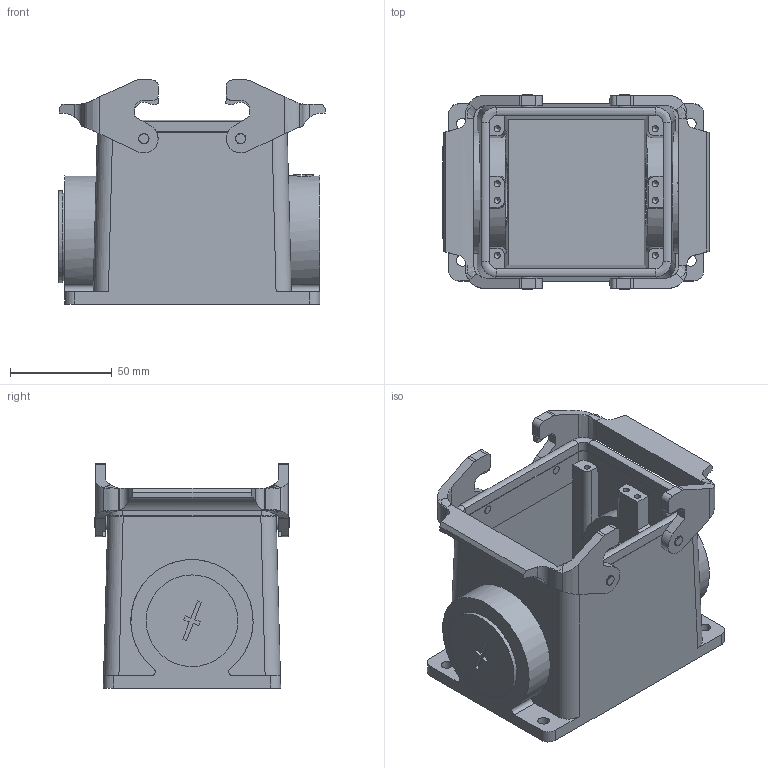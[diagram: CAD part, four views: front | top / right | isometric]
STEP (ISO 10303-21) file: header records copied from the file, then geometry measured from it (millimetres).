
FILE_DESCRIPTION((''),'2;1');
FILE_NAME('05300320262.stp','2020-07-17T10:31:28',('e.eickhoff'),(''),'Autodesk Inventor 2012','Autodesk Inventor 2012','');
FILE_SCHEMA(('AUTOMOTIVE_DESIGN { 1 0 10303 214 1 1 1 1 }'));
Length unit declared in the file: millimetre
Products named in the file (3): 05300320262; KBRM40
Assembly tree (2 placements, depth 2):
  05300320262
    05300320262
    KBRM40
Bounding box: 130.75 x 95.67 x 109.9 mm (x, y, z)
Volume: 340285.5 mm3; surface area: 108749.6 mm2
Topology: 4 solids, 4 shells, 481 faces, 1356 edges, 898 vertices
Faces by surface type: plane 285, cylinder 132, bspline 43, cone 12, torus 9
Full cylindrical faces by diameter (mm): 0.671 x1, 0.984 x1, 3 x8, 4 x4, 4.8 x4, 5.1 x4, 5.6 x4, 7 x4, 33 x2, 40 x2, 40.5 x1, 43 x1, 45 x1
Entity records: 18083 total; most frequent: CARTESIAN_POINT 5671, ORIENTED_EDGE 2528, DIRECTION 2377, EDGE_CURVE 1264, VERTEX_POINT 859, VECTOR 813, LINE 813, AXIS2_PLACEMENT_3D 782
